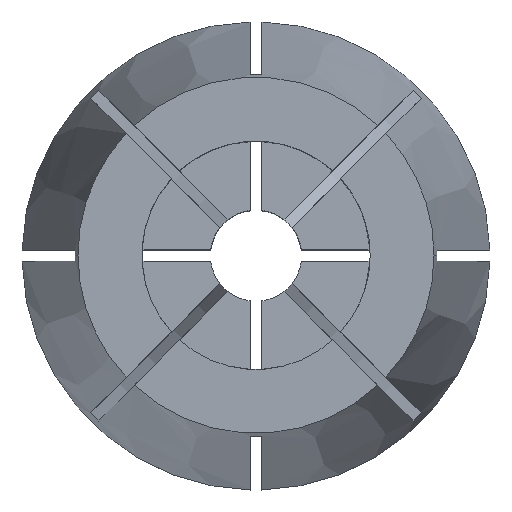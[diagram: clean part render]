
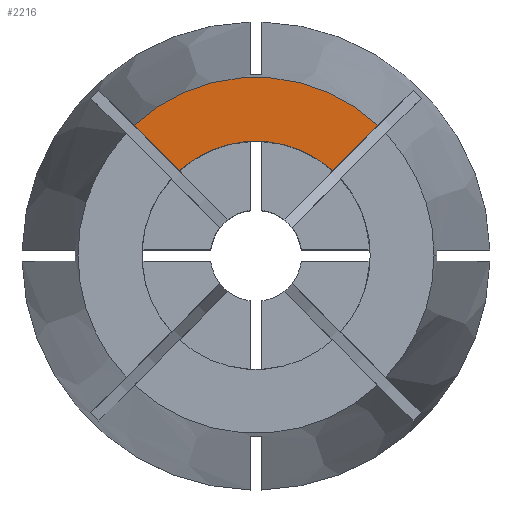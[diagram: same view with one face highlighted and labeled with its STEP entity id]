
A CAD part, top view. The second image highlights one B-rep face of the part: STEP entity #2216.
In plain terms, the highlighted planar face has unit normal (0, 0, 1).
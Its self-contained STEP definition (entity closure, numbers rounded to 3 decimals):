
#22 = DIRECTION ( 'NONE',  ( 0., 0., 1. ) ) ;
#45 = DIRECTION ( 'NONE',  ( 1., 0., 0. ) ) ;
#73 = CARTESIAN_POINT ( 'NONE',  ( 0., 0., 0. ) ) ;
#80 = CARTESIAN_POINT ( 'NONE',  ( 0.354, 0.354, 0. ) ) ;
#97 = EDGE_LOOP ( 'NONE', ( #786, #1864, #1227, #695 ) ) ;
#237 = PLANE ( 'NONE',  #2525 ) ;
#277 = CIRCLE ( 'NONE', #918, 10. ) ;
#332 = FACE_OUTER_BOUND ( 'NONE', #97, .T. ) ;
#476 = VERTEX_POINT ( 'NONE', #1906 ) ;
#563 = VERTEX_POINT ( 'NONE', #2289 ) ;
#583 = VECTOR ( 'NONE', #1086, 1000. ) ;
#695 = ORIENTED_EDGE ( 'NONE', *, *, #969, .T. ) ;
#786 = ORIENTED_EDGE ( 'NONE', *, *, #1151, .F. ) ;
#795 = VECTOR ( 'NONE', #1619, 1000. ) ;
#849 = CARTESIAN_POINT ( 'NONE',  ( -6.709, 7.416, 0. ) ) ;
#918 = AXIS2_PLACEMENT_3D ( 'NONE', #73, #22, #45 ) ;
#969 = EDGE_CURVE ( 'NONE', #563, #1785, #2221, .T. ) ;
#1086 = DIRECTION ( 'NONE',  ( 0.707, -0.707, 0. ) ) ;
#1134 = EDGE_CURVE ( 'NONE', #476, #1375, #2365, .T. ) ;
#1151 = EDGE_CURVE ( 'NONE', #476, #1785, #277, .T. ) ;
#1220 = CARTESIAN_POINT ( 'NONE',  ( 0., 0., 0. ) ) ;
#1227 = ORIENTED_EDGE ( 'NONE', *, *, #2443, .T. ) ;
#1375 = VERTEX_POINT ( 'NONE', #2068 ) ;
#1453 = DIRECTION ( 'NONE',  ( 0., 0., 1. ) ) ;
#1619 = DIRECTION ( 'NONE',  ( 0.707, 0.707, 0. ) ) ;
#1660 = DIRECTION ( 'NONE',  ( 1., 0., 0. ) ) ;
#1785 = VERTEX_POINT ( 'NONE', #849 ) ;
#1821 = AXIS2_PLACEMENT_3D ( 'NONE', #1220, #1453, #1660 ) ;
#1846 = CARTESIAN_POINT ( 'NONE',  ( -0.354, 0.354, 0. ) ) ;
#1864 = ORIENTED_EDGE ( 'NONE', *, *, #1134, .T. ) ;
#1906 = CARTESIAN_POINT ( 'NONE',  ( 6.709, 7.416, 0. ) ) ;
#1988 = CARTESIAN_POINT ( 'NONE',  ( 0., 0., 0. ) ) ;
#2010 = DIRECTION ( 'NONE',  ( 0., 0., -1. ) ) ;
#2068 = CARTESIAN_POINT ( 'NONE',  ( 10.668, 11.376, 0. ) ) ;
#2215 = DIRECTION ( 'NONE',  ( -1., 0., 0. ) ) ;
#2216 = ADVANCED_FACE ( 'NONE', ( #332 ), #237, .F. ) ;
#2221 = LINE ( 'NONE', #80, #583 ) ;
#2289 = CARTESIAN_POINT ( 'NONE',  ( -10.668, 11.376, 0. ) ) ;
#2365 = LINE ( 'NONE', #1846, #795 ) ;
#2443 = EDGE_CURVE ( 'NONE', #1375, #563, #2470, .T. ) ;
#2470 = CIRCLE ( 'NONE', #1821, 15.595 ) ;
#2525 = AXIS2_PLACEMENT_3D ( 'NONE', #1988, #2010, #2215 ) ;
